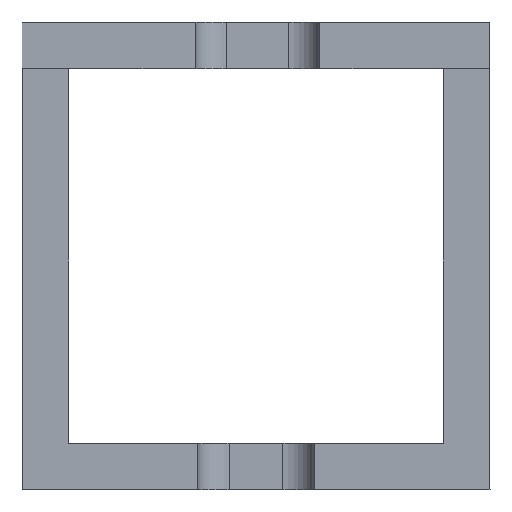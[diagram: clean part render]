
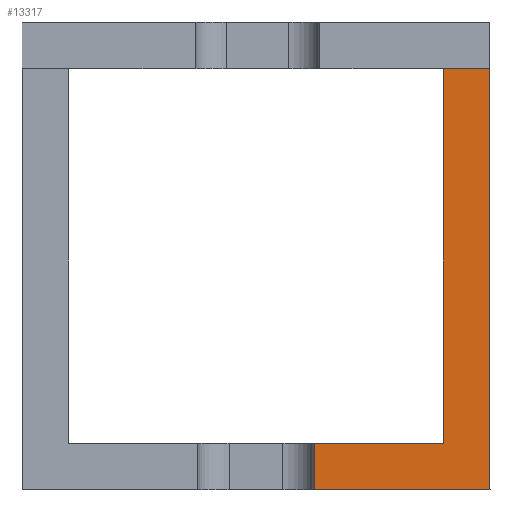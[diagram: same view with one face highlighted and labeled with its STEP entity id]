
A CAD part, left-side view. The second image highlights one B-rep face of the part: STEP entity #13317.
In plain terms, the highlighted planar face has unit normal (-1, 0, 0).
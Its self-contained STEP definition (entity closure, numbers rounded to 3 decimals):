
#1545=FACE_OUTER_BOUND('',#2173,.T.);
#2173=EDGE_LOOP('',(#11000,#11001,#11002,#11003,#11004,#11005));
#3398=LINE('',#21572,#4752);
#3410=LINE('',#21599,#4764);
#3567=LINE('',#21940,#4921);
#3568=LINE('',#21941,#4922);
#3569=LINE('',#21943,#4923);
#3570=LINE('',#21944,#4924);
#4752=VECTOR('',#17484,10.);
#4764=VECTOR('',#17514,10.);
#4921=VECTOR('',#17839,10.);
#4922=VECTOR('',#17840,10.);
#4923=VECTOR('',#17841,10.);
#4924=VECTOR('',#17842,10.);
#6200=VERTEX_POINT('',#21569);
#6201=VERTEX_POINT('',#21571);
#6207=VERTEX_POINT('',#21598);
#6306=VERTEX_POINT('',#21938);
#6307=VERTEX_POINT('',#21939);
#6308=VERTEX_POINT('',#21942);
#7945=EDGE_CURVE('',#6200,#6201,#3398,.T.);
#7959=EDGE_CURVE('',#6201,#6207,#3410,.T.);
#8148=EDGE_CURVE('',#6306,#6307,#3567,.T.);
#8149=EDGE_CURVE('',#6207,#6307,#3568,.T.);
#8150=EDGE_CURVE('',#6308,#6200,#3569,.T.);
#8151=EDGE_CURVE('',#6306,#6308,#3570,.T.);
#11000=ORIENTED_EDGE('',*,*,#8148,.T.);
#11001=ORIENTED_EDGE('',*,*,#8149,.F.);
#11002=ORIENTED_EDGE('',*,*,#7959,.F.);
#11003=ORIENTED_EDGE('',*,*,#7945,.F.);
#11004=ORIENTED_EDGE('',*,*,#8150,.F.);
#11005=ORIENTED_EDGE('',*,*,#8151,.F.);
#12778=PLANE('',#14468);
#13317=ADVANCED_FACE('',(#1545),#12778,.F.);
#14468=AXIS2_PLACEMENT_3D('',#21937,#17837,#17838);
#17484=DIRECTION('',(0.,0.,1.));
#17514=DIRECTION('',(0.,-1.,0.));
#17837=DIRECTION('center_axis',(1.,0.,
0.));
#17838=DIRECTION('ref_axis',(0.,0.,-1.));
#17839=DIRECTION('',(0.,1.,0.));
#17840=DIRECTION('',(0.,0.,1.));
#17841=DIRECTION('',(0.,1.,0.));
#17842=DIRECTION('',(0.,0.,-1.));
#21569=CARTESIAN_POINT('',(-100.,117.3,17.029));
#21571=CARTESIAN_POINT('',(-100.,117.3,18.529));
#21572=CARTESIAN_POINT('',(-100.,117.3,17.029));
#21598=CARTESIAN_POINT('',(-100.,113.16,18.529));
#21599=CARTESIAN_POINT('',(-100.,115.23,18.529));
#21937=CARTESIAN_POINT('Origin',(-100.,117.3,17.029));
#21938=CARTESIAN_POINT('',(-100.,111.661,30.529));
#21939=CARTESIAN_POINT('',(-100.,113.16,30.529));
#21940=CARTESIAN_POINT('',(-100.,115.41,30.529));
#21941=CARTESIAN_POINT('',(-100.,113.16,23.779));
#21942=CARTESIAN_POINT('',(-100.,111.66,17.029));
#21943=CARTESIAN_POINT('',(-100.,118.23,17.029));
#21944=CARTESIAN_POINT('',(-100.,111.66,17.029));
